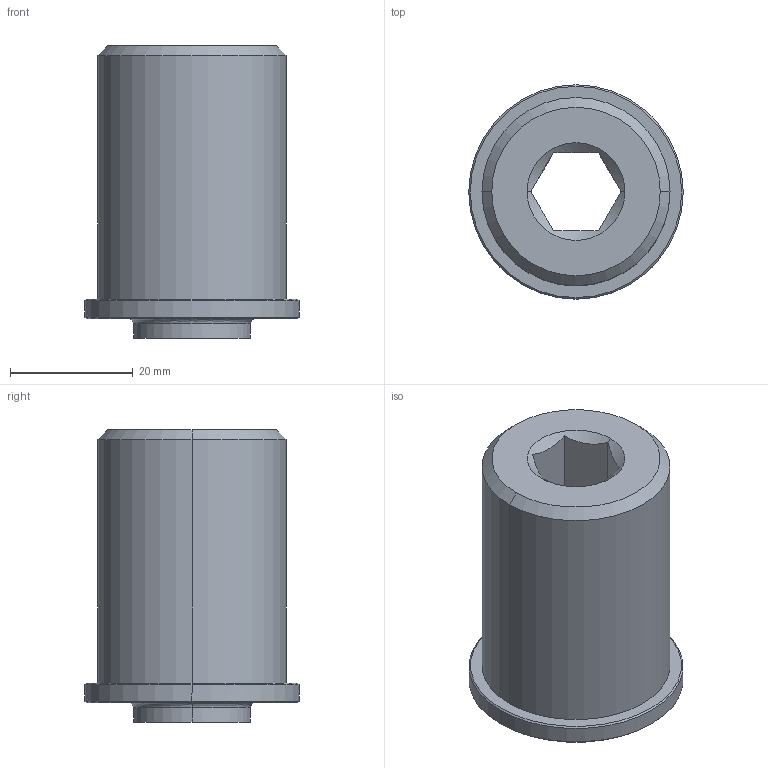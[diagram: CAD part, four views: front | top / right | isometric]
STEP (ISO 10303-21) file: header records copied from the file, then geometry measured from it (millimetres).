
FILE_DESCRIPTION (( 'STEP AP214' ), '1' );
FILE_NAME ('WCP-0809.step', '2022-12-01T22:33:35', ( '' ), ( '' ), 'SwSTEP 2.0', 'SolidWorks 2020', '' );
FILE_SCHEMA (( 'AUTOMOTIVE_DESIGN' ));
Length unit declared in the file: inch
Products named in the file (1): WCP-0809
Bounding box: 34.92 x 34.92 x 47.62 mm (x, y, z)
Volume: 27477.7 mm3; surface area: 8044.7 mm2
Topology: 1 solids, 1 shells, 28 faces, 62 edges, 38 vertices
Faces by surface type: cone 10, plane 10, cylinder 6, bspline 2
Entity records: 946 total; most frequent: CARTESIAN_POINT 297, DIRECTION 128, ORIENTED_EDGE 124, EDGE_CURVE 62, AXIS2_PLACEMENT_3D 53, VERTEX_POINT 38, EDGE_LOOP 32, ADVANCED_FACE 28
